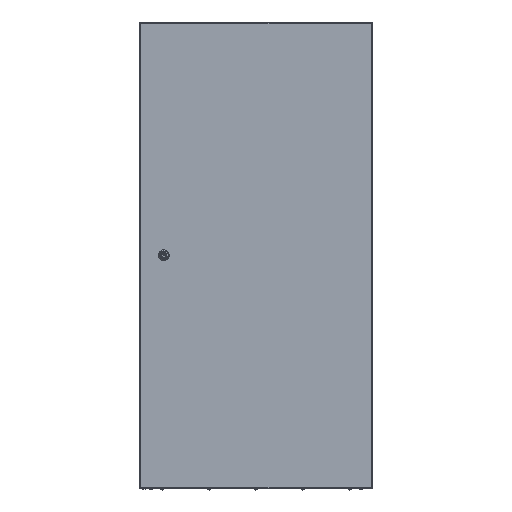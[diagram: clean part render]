
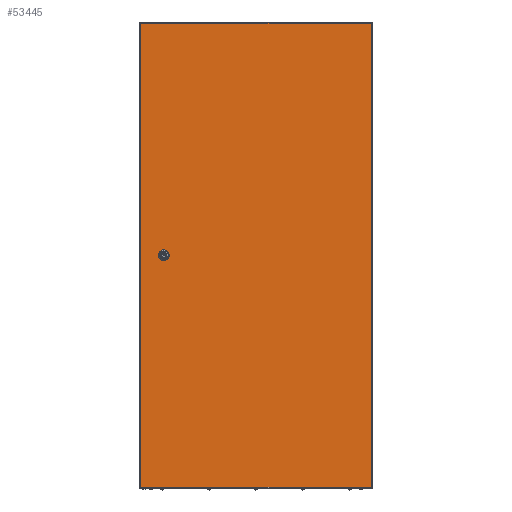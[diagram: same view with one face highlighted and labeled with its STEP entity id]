
A CAD part, top view. The second image highlights one B-rep face of the part: STEP entity #53445.
In plain terms, the highlighted planar face has unit normal (0, 0, 1).
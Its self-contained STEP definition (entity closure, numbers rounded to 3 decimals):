
#148 = VECTOR ( 'NONE', #5175, 1000. ) ;
#464 = VECTOR ( 'NONE', #59614, 1000. ) ;
#512 = LINE ( 'NONE', #30098, #44084 ) ;
#1800 = EDGE_CURVE ( 'NONE', #24092, #9935, #56774, .T. ) ;
#3101 = VERTEX_POINT ( 'NONE', #15403 ) ;
#5175 = DIRECTION ( 'NONE',  ( 1., 0., 0. ) ) ;
#5264 = VERTEX_POINT ( 'NONE', #83043 ) ;
#5750 = CIRCLE ( 'NONE', #85524, 11.25 ) ;
#7236 = DIRECTION ( 'NONE',  ( 0., -1., 0. ) ) ;
#8177 = EDGE_CURVE ( 'NONE', #26293, #50098, #5750, .T. ) ;
#9105 = CARTESIAN_POINT ( 'NONE',  ( 57.814, 589.95, 17. ) ) ;
#9935 = VERTEX_POINT ( 'NONE', #38282 ) ;
#12242 = EDGE_CURVE ( 'NONE', #39145, #13210, #75456, .T. ) ;
#12271 = EDGE_CURVE ( 'NONE', #9935, #5264, #75905, .T. ) ;
#13182 = ORIENTED_EDGE ( 'NONE', *, *, #13369, .F. ) ;
#13210 = VERTEX_POINT ( 'NONE', #9105 ) ;
#13369 = EDGE_CURVE ( 'NONE', #48602, #86534, #53631, .T. ) ;
#13613 = AXIS2_PLACEMENT_3D ( 'NONE', #24368, #26177, #16968 ) ;
#13839 = AXIS2_PLACEMENT_3D ( 'NONE', #69908, #89374, #82428 ) ;
#14361 = DIRECTION ( 'NONE',  ( 0., 0., 1. ) ) ;
#15403 = CARTESIAN_POINT ( 'NONE',  ( 52.82, 605.056, 17. ) ) ;
#16968 = DIRECTION ( 'NONE',  ( 1., 0., 0. ) ) ;
#17196 = EDGE_CURVE ( 'NONE', #13210, #26293, #78684, .T. ) ;
#18400 = PLANE ( 'NONE',  #83481 ) ;
#19317 = EDGE_CURVE ( 'NONE', #5264, #21597, #58669, .T. ) ;
#19576 = CARTESIAN_POINT ( 'NONE',  ( 67.926, 589.95, 17. ) ) ;
#20932 = EDGE_CURVE ( 'NONE', #21597, #24092, #36269, .T. ) ;
#21155 = CARTESIAN_POINT ( 'NONE',  ( 67.926, 610.05, 17. ) ) ;
#21597 = VERTEX_POINT ( 'NONE', #25580 ) ;
#22773 = CARTESIAN_POINT ( 'NONE',  ( 62.87, 600., 17. ) ) ;
#24092 = VERTEX_POINT ( 'NONE', #65738 ) ;
#24353 = ORIENTED_EDGE ( 'NONE', *, *, #1800, .T. ) ;
#24368 = CARTESIAN_POINT ( 'NONE',  ( 62.87, 600., 17. ) ) ;
#25311 = FACE_OUTER_BOUND ( 'NONE', #83168, .T. ) ;
#25580 = CARTESIAN_POINT ( 'NONE',  ( 596.87, 1197., 17. ) ) ;
#26177 = DIRECTION ( 'NONE',  ( 0., 0., 1. ) ) ;
#26293 = VERTEX_POINT ( 'NONE', #19576 ) ;
#26296 = ORIENTED_EDGE ( 'NONE', *, *, #17196, .F. ) ;
#28423 = EDGE_LOOP ( 'NONE', ( #13182, #44313, #29695, #26296, #47145, #66242, #42327, #73794 ) ) ;
#29695 = ORIENTED_EDGE ( 'NONE', *, *, #8177, .F. ) ;
#29765 = DIRECTION ( 'NONE',  ( -1., 0., 0. ) ) ;
#30098 = CARTESIAN_POINT ( 'NONE',  ( 72.92, 594.944, 17. ) ) ;
#30906 = DIRECTION ( 'NONE',  ( 0., 1., 0. ) ) ;
#33655 = FACE_BOUND ( 'NONE', #28423, .T. ) ;
#34716 = CARTESIAN_POINT ( 'NONE',  ( 67.926, 610.05, 17. ) ) ;
#36269 = LINE ( 'NONE', #57097, #61794 ) ;
#37878 = VECTOR ( 'NONE', #51927, 1000. ) ;
#38282 = CARTESIAN_POINT ( 'NONE',  ( 2.87, 3., 17. ) ) ;
#38719 = CARTESIAN_POINT ( 'NONE',  ( 72.92, 605.056, 17. ) ) ;
#39145 = VERTEX_POINT ( 'NONE', #55888 ) ;
#40868 = EDGE_CURVE ( 'NONE', #86534, #45826, #49905, .T. ) ;
#42020 = CIRCLE ( 'NONE', #13839, 11.25 ) ;
#42327 = ORIENTED_EDGE ( 'NONE', *, *, #61228, .F. ) ;
#42648 = DIRECTION ( 'NONE',  ( 0., 1., 0. ) ) ;
#42679 = DIRECTION ( 'NONE',  ( 1., 0., 0. ) ) ;
#42719 = CARTESIAN_POINT ( 'NONE',  ( 57.814, 610.05, 17. ) ) ;
#44084 = VECTOR ( 'NONE', #42648, 1000. ) ;
#44313 = ORIENTED_EDGE ( 'NONE', *, *, #64605, .F. ) ;
#45075 = DIRECTION ( 'NONE',  ( 1., 0., 0. ) ) ;
#45765 = CARTESIAN_POINT ( 'NONE',  ( 52.82, 594.944, 17. ) ) ;
#45826 = VERTEX_POINT ( 'NONE', #42719 ) ;
#46670 = CARTESIAN_POINT ( 'NONE',  ( 0., 0., 17. ) ) ;
#47145 = ORIENTED_EDGE ( 'NONE', *, *, #12242, .F. ) ;
#48311 = EDGE_CURVE ( 'NONE', #3101, #39145, #66977, .T. ) ;
#48411 = VECTOR ( 'NONE', #7236, 1000. ) ;
#48595 = ORIENTED_EDGE ( 'NONE', *, *, #20932, .T. ) ;
#48602 = VERTEX_POINT ( 'NONE', #38719 ) ;
#49905 = LINE ( 'NONE', #21155, #71192 ) ;
#50098 = VERTEX_POINT ( 'NONE', #57134 ) ;
#51927 = DIRECTION ( 'NONE',  ( 1., 0., 0. ) ) ;
#53445 = ADVANCED_FACE ( 'NONE', ( #33655, #25311 ), #18400, .T. ) ;
#53631 = CIRCLE ( 'NONE', #13613, 11.25 ) ;
#55758 = VECTOR ( 'NONE', #30906, 1000. ) ;
#55888 = CARTESIAN_POINT ( 'NONE',  ( 52.82, 594.944, 17. ) ) ;
#56774 = LINE ( 'NONE', #90950, #48411 ) ;
#57097 = CARTESIAN_POINT ( 'NONE',  ( 2.87, 1197., 17. ) ) ;
#57134 = CARTESIAN_POINT ( 'NONE',  ( 72.92, 594.944, 17. ) ) ;
#58669 = LINE ( 'NONE', #78971, #55758 ) ;
#59614 = DIRECTION ( 'NONE',  ( 0., -1., 0. ) ) ;
#60956 = DIRECTION ( 'NONE',  ( 1., 0., 0. ) ) ;
#61228 = EDGE_CURVE ( 'NONE', #45826, #3101, #42020, .T. ) ;
#61794 = VECTOR ( 'NONE', #29765, 1000. ) ;
#64399 = ORIENTED_EDGE ( 'NONE', *, *, #19317, .T. ) ;
#64605 = EDGE_CURVE ( 'NONE', #50098, #48602, #512, .T. ) ;
#64655 = DIRECTION ( 'NONE',  ( -1., 0., 0. ) ) ;
#65379 = DIRECTION ( 'NONE',  ( 0., 0., 1. ) ) ;
#65738 = CARTESIAN_POINT ( 'NONE',  ( 2.87, 1197., 17. ) ) ;
#66242 = ORIENTED_EDGE ( 'NONE', *, *, #48311, .F. ) ;
#66977 = LINE ( 'NONE', #45765, #464 ) ;
#69197 = ORIENTED_EDGE ( 'NONE', *, *, #12271, .T. ) ;
#69908 = CARTESIAN_POINT ( 'NONE',  ( 62.87, 600., 17. ) ) ;
#71192 = VECTOR ( 'NONE', #64655, 1000. ) ;
#73794 = ORIENTED_EDGE ( 'NONE', *, *, #40868, .F. ) ;
#74104 = CARTESIAN_POINT ( 'NONE',  ( 2.87, 3., 17. ) ) ;
#74784 = DIRECTION ( 'NONE',  ( 0., 0., 1. ) ) ;
#75456 = CIRCLE ( 'NONE', #76963, 11.25 ) ;
#75905 = LINE ( 'NONE', #74104, #148 ) ;
#76963 = AXIS2_PLACEMENT_3D ( 'NONE', #22773, #65379, #45075 ) ;
#78684 = LINE ( 'NONE', #85646, #37878 ) ;
#78971 = CARTESIAN_POINT ( 'NONE',  ( 596.87, 1197., 17. ) ) ;
#82428 = DIRECTION ( 'NONE',  ( 1., 0., 0. ) ) ;
#83043 = CARTESIAN_POINT ( 'NONE',  ( 596.87, 3., 17. ) ) ;
#83168 = EDGE_LOOP ( 'NONE', ( #24353, #69197, #64399, #48595 ) ) ;
#83481 = AXIS2_PLACEMENT_3D ( 'NONE', #46670, #74784, #60956 ) ;
#84720 = CARTESIAN_POINT ( 'NONE',  ( 62.87, 600., 17. ) ) ;
#85524 = AXIS2_PLACEMENT_3D ( 'NONE', #84720, #14361, #42679 ) ;
#85646 = CARTESIAN_POINT ( 'NONE',  ( 67.926, 589.95, 17. ) ) ;
#86534 = VERTEX_POINT ( 'NONE', #34716 ) ;
#89374 = DIRECTION ( 'NONE',  ( 0., 0., 1. ) ) ;
#90950 = CARTESIAN_POINT ( 'NONE',  ( 2.87, 1197., 17. ) ) ;
